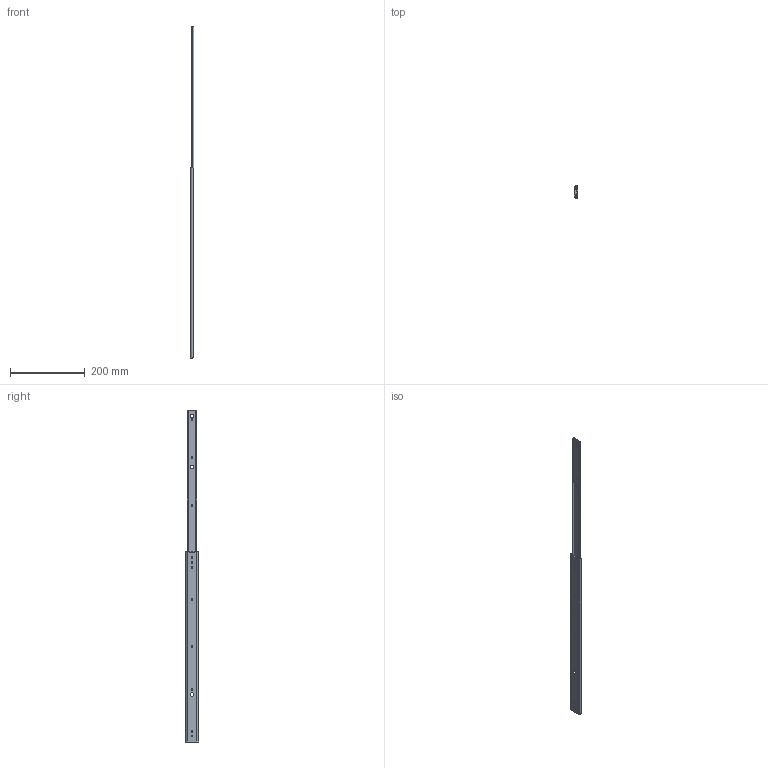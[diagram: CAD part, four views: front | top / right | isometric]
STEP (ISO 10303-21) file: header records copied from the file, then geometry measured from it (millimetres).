
FILE_DESCRIPTION (( 'STEP AP203' ), '1' );
FILE_NAME ('3521-20.STEP', '2021-02-10T02:40:01', ( '' ), ( '' ), 'SwSTEP 2.0', 'SolidWorks 2019', '' );
FILE_SCHEMA (( 'CONFIG_CONTROL_DESIGN' ));
Length unit declared in the file: millimetre
Products named in the file (3): OM 3521-20 ; 3521-20; IM 3521-20
Assembly tree (2 placements, depth 2):
  3521-20
    OM 3521-20 
    IM 3521-20
Bounding box: 9.6 x 35.3 x 886.95 mm (x, y, z)
Volume: 63506.6 mm3; surface area: 83336.8 mm2
Topology: 2 solids, 2 shells, 135 faces, 391 edges, 260 vertices
Faces by surface type: cylinder 71, plane 64
Entity records: 5012 total; most frequent: CARTESIAN_POINT 979, DIRECTION 793, ORIENTED_EDGE 782, EDGE_CURVE 391, AXIS2_PLACEMENT_3D 278, VERTEX_POINT 260, LINE 237, VECTOR 237
